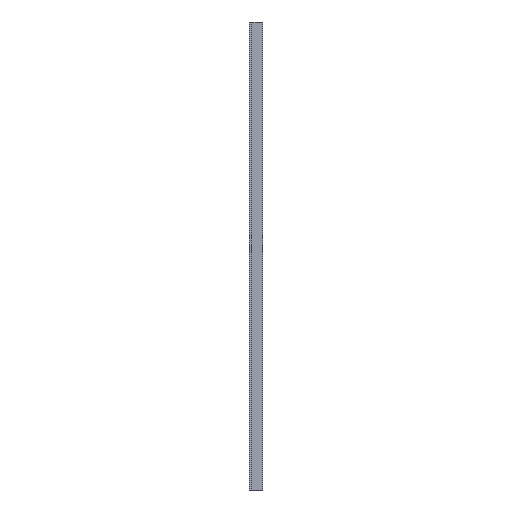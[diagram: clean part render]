
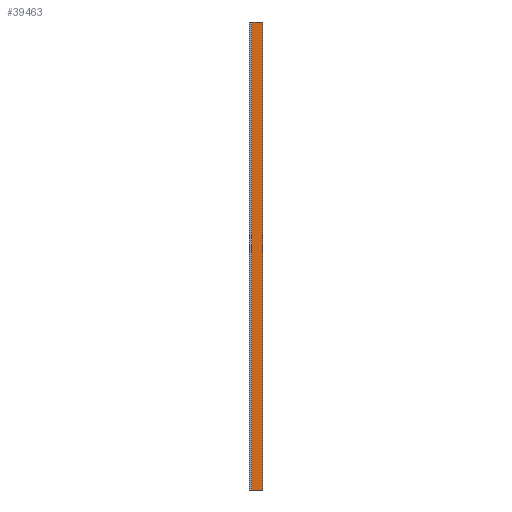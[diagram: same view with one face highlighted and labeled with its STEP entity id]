
A CAD part, left-side view. The second image highlights one B-rep face of the part: STEP entity #39463.
In plain terms, the highlighted planar face has unit normal (-1, 0, 0).
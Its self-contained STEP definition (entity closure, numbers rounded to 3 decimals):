
#247=DIRECTION('',(0.,-1.,0.));
#248=VECTOR('',#247,47.);
#249=CARTESIAN_POINT('',(-105.,47.,-1000.));
#250=LINE('',#249,#248);
#7007=DIRECTION('',(0.,0.,1.));
#7008=VECTOR('',#7007,2000.);
#7009=CARTESIAN_POINT('',(-105.,0.,-1000.));
#7010=LINE('',#7009,#7008);
#12291=DIRECTION('',(0.,0.,1.));
#12292=VECTOR('',#12291,2000.);
#12293=CARTESIAN_POINT('',(-105.,47.,-1000.));
#12294=LINE('',#12293,#12292);
#12439=DIRECTION('',(0.,-1.,0.));
#12440=VECTOR('',#12439,47.);
#12441=CARTESIAN_POINT('',(-105.,47.,1000.));
#12442=LINE('',#12441,#12440);
#24247=CARTESIAN_POINT('',(-105.,47.,-1000.));
#24248=CARTESIAN_POINT('',(-105.,0.,-1000.));
#24249=VERTEX_POINT('',#24247);
#24250=VERTEX_POINT('',#24248);
#24271=CARTESIAN_POINT('',(-105.,47.,1000.));
#24272=CARTESIAN_POINT('',(-105.,0.,1000.));
#24273=VERTEX_POINT('',#24271);
#24274=VERTEX_POINT('',#24272);
#39450=CARTESIAN_POINT('',(-105.,47.,-1000.));
#39451=DIRECTION('',(-1.,0.,0.));
#39452=DIRECTION('',(0.,-1.,0.));
#39453=AXIS2_PLACEMENT_3D('',#39450,#39451,#39452);
#39454=PLANE('',#39453);
#39455=ORIENTED_EDGE('',*,*,#32242,.F.);
#39457=ORIENTED_EDGE('',*,*,#39456,.T.);
#39459=ORIENTED_EDGE('',*,*,#39458,.T.);
#39460=ORIENTED_EDGE('',*,*,#36325,.F.);
#39461=EDGE_LOOP('',(#39455,#39457,#39459,#39460));
#39462=FACE_OUTER_BOUND('',#39461,.F.);
#32242=EDGE_CURVE('',#24249,#24250,#250,.T.);
#36325=EDGE_CURVE('',#24250,#24274,#7010,.T.);
#39456=EDGE_CURVE('',#24249,#24273,#12294,.T.);
#39458=EDGE_CURVE('',#24273,#24274,#12442,.T.);
#39463=ADVANCED_FACE('',(#39462),#39454,.T.);
